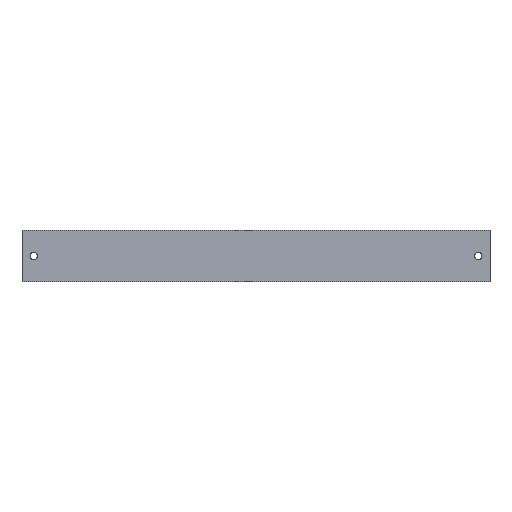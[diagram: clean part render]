
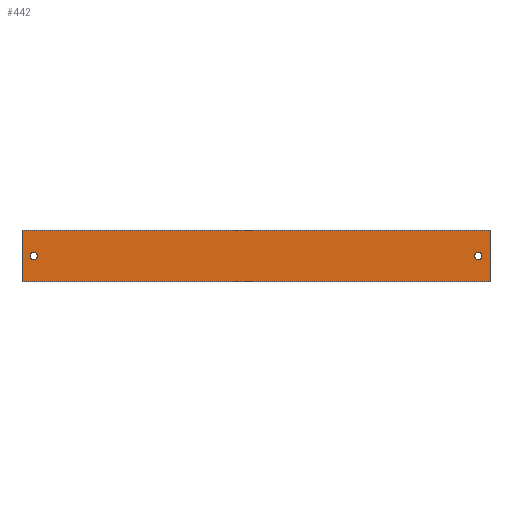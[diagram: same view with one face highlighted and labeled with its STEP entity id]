
A CAD part, top view. The second image highlights one B-rep face of the part: STEP entity #442.
In plain terms, the highlighted planar face has unit normal (0, 0, 1).
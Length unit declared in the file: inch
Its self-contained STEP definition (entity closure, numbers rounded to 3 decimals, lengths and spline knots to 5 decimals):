
#2 = VERTEX_POINT ( 'NONE', #405 ) ;
#8 = VERTEX_POINT ( 'NONE', #272 ) ;
#29 = LINE ( 'NONE', #297, #73 ) ;
#30 = EDGE_LOOP ( 'NONE', ( #75, #113 ) ) ;
#31 = CIRCLE ( 'NONE', #242, 0.0885 ) ;
#35 = ORIENTED_EDGE ( 'NONE', *, *, #232, .T. ) ;
#43 = FACE_OUTER_BOUND ( 'NONE', #107, .T. ) ;
#44 = ORIENTED_EDGE ( 'NONE', *, *, #243, .T. ) ;
#46 = EDGE_LOOP ( 'NONE', ( #44, #60 ) ) ;
#49 = VECTOR ( 'NONE', #409, 39.37008 ) ;
#50 = CIRCLE ( 'NONE', #229, 0.0885 ) ;
#60 = ORIENTED_EDGE ( 'NONE', *, *, #236, .T. ) ;
#71 = ORIENTED_EDGE ( 'NONE', *, *, #223, .T. ) ;
#73 = VECTOR ( 'NONE', #335, 39.37008 ) ;
#75 = ORIENTED_EDGE ( 'NONE', *, *, #244, .T. ) ;
#88 = FACE_BOUND ( 'NONE', #30, .T. ) ;
#94 = VERTEX_POINT ( 'NONE', #268 ) ;
#97 = VERTEX_POINT ( 'NONE', #400 ) ;
#99 = VECTOR ( 'NONE', #436, 39.37008 ) ;
#107 = EDGE_LOOP ( 'NONE', ( #138, #71, #154, #35 ) ) ;
#113 = ORIENTED_EDGE ( 'NONE', *, *, #222, .T. ) ;
#114 = FACE_BOUND ( 'NONE', #46, .T. ) ;
#125 = CIRCLE ( 'NONE', #207, 0.0885 ) ;
#133 = VERTEX_POINT ( 'NONE', #378 ) ;
#137 = LINE ( 'NONE', #412, #182 ) ;
#138 = ORIENTED_EDGE ( 'NONE', *, *, #238, .T. ) ;
#142 = VERTEX_POINT ( 'NONE', #351 ) ;
#154 = ORIENTED_EDGE ( 'NONE', *, *, #234, .T. ) ;
#157 = VERTEX_POINT ( 'NONE', #402 ) ;
#162 = LINE ( 'NONE', #353, #99 ) ;
#165 = CIRCLE ( 'NONE', #225, 0.0885 ) ;
#172 = LINE ( 'NONE', #391, #49 ) ;
#175 = VERTEX_POINT ( 'NONE', #429 ) ;
#182 = VECTOR ( 'NONE', #355, 39.37008 ) ;
#200 = AXIS2_PLACEMENT_3D ( 'NONE', #361, #273, #320 ) ;
#207 = AXIS2_PLACEMENT_3D ( 'NONE', #423, #427, #274 ) ;
#222 = EDGE_CURVE ( 'NONE', #133, #94, #31, .T. ) ;
#223 = EDGE_CURVE ( 'NONE', #8, #175, #162, .T. ) ;
#225 = AXIS2_PLACEMENT_3D ( 'NONE', #312, #306, #389 ) ;
#229 = AXIS2_PLACEMENT_3D ( 'NONE', #372, #338, #363 ) ;
#232 = EDGE_CURVE ( 'NONE', #97, #157, #172, .T. ) ;
#234 = EDGE_CURVE ( 'NONE', #175, #97, #137, .T. ) ;
#236 = EDGE_CURVE ( 'NONE', #2, #142, #165, .T. ) ;
#238 = EDGE_CURVE ( 'NONE', #157, #8, #29, .T. ) ;
#242 = AXIS2_PLACEMENT_3D ( 'NONE', #289, #345, #332 ) ;
#243 = EDGE_CURVE ( 'NONE', #142, #2, #50, .T. ) ;
#244 = EDGE_CURVE ( 'NONE', #94, #133, #125, .T. ) ;
#268 = CARTESIAN_POINT ( 'NONE',  ( 0.19525, 0.625, 0.125 ) ) ;
#272 = CARTESIAN_POINT ( 'NONE',  ( 0., 0., 0.125 ) ) ;
#273 = DIRECTION ( 'NONE',  ( 0., 0., -1. ) ) ;
#274 = DIRECTION ( 'NONE',  ( -1., 0., 0. ) ) ;
#289 = CARTESIAN_POINT ( 'NONE',  ( 0.28375, 0.625, 0.125 ) ) ;
#297 = CARTESIAN_POINT ( 'NONE',  ( 0., 0., 0.125 ) ) ;
#306 = DIRECTION ( 'NONE',  ( 0., 0., -1. ) ) ;
#312 = CARTESIAN_POINT ( 'NONE',  ( 11.10125, 0.625, 0.125 ) ) ;
#320 = DIRECTION ( 'NONE',  ( -1., 0., 0. ) ) ;
#332 = DIRECTION ( 'NONE',  ( -1., 0., 0. ) ) ;
#335 = DIRECTION ( 'NONE',  ( 0., -1., 0. ) ) ;
#338 = DIRECTION ( 'NONE',  ( 0., 0., -1. ) ) ;
#345 = DIRECTION ( 'NONE',  ( 0., 0., -1. ) ) ;
#351 = CARTESIAN_POINT ( 'NONE',  ( 11.01275, 0.625, 0.125 ) ) ;
#353 = CARTESIAN_POINT ( 'NONE',  ( 0., 0., 0.125 ) ) ;
#355 = DIRECTION ( 'NONE',  ( 0., 1., 0. ) ) ;
#361 = CARTESIAN_POINT ( 'NONE',  ( 0., 0., 0.125 ) ) ;
#363 = DIRECTION ( 'NONE',  ( -1., 0., 0. ) ) ;
#372 = CARTESIAN_POINT ( 'NONE',  ( 11.10125, 0.625, 0.125 ) ) ;
#378 = CARTESIAN_POINT ( 'NONE',  ( 0.37225, 0.625, 0.125 ) ) ;
#386 = PLANE ( 'NONE',  #200 ) ;
#389 = DIRECTION ( 'NONE',  ( -1., 0., 0. ) ) ;
#391 = CARTESIAN_POINT ( 'NONE',  ( 0., 1.25, 0.125 ) ) ;
#400 = CARTESIAN_POINT ( 'NONE',  ( 11.385, 1.25, 0.125 ) ) ;
#402 = CARTESIAN_POINT ( 'NONE',  ( 0., 1.25, 0.125 ) ) ;
#405 = CARTESIAN_POINT ( 'NONE',  ( 11.18975, 0.625, 0.125 ) ) ;
#409 = DIRECTION ( 'NONE',  ( -1., 0., 0. ) ) ;
#412 = CARTESIAN_POINT ( 'NONE',  ( 11.385, 0., 0.125 ) ) ;
#423 = CARTESIAN_POINT ( 'NONE',  ( 0.28375, 0.625, 0.125 ) ) ;
#427 = DIRECTION ( 'NONE',  ( 0., 0., -1. ) ) ;
#429 = CARTESIAN_POINT ( 'NONE',  ( 11.385, 0., 0.125 ) ) ;
#436 = DIRECTION ( 'NONE',  ( 1., 0., 0. ) ) ;
#442 = ADVANCED_FACE ( 'NONE', ( #88, #114, #43 ), #386, .F. ) ;
